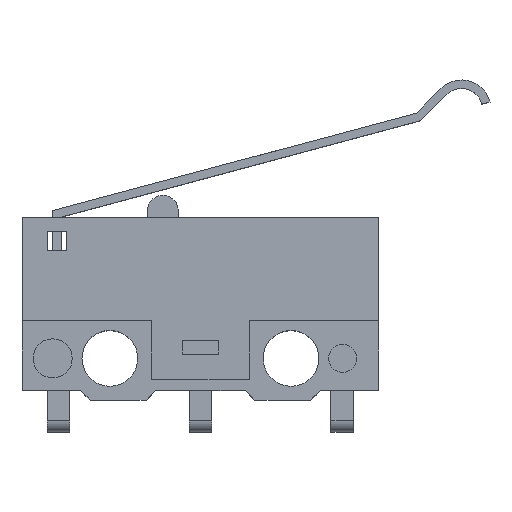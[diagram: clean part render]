
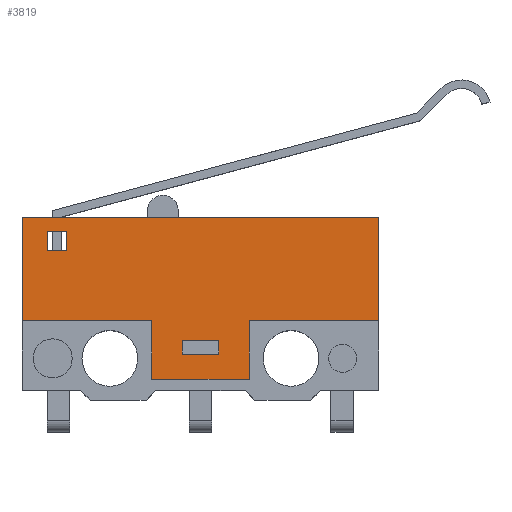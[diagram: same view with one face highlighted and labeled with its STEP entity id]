
A CAD part, top view. The second image highlights one B-rep face of the part: STEP entity #3819.
In plain terms, the highlighted planar face has unit normal (0, 0, 1).
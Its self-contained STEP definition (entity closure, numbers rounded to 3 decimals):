
#3639 = VERTEX_POINT('',#3640);
#3640 = CARTESIAN_POINT('',(6.83,3.784,5.791));
#3646 = EDGE_CURVE('',#3639,#3647,#3649,.T.);
#3647 = VERTEX_POINT('',#3648);
#3648 = CARTESIAN_POINT('',(11.48,3.784,5.791));
#3649 = LINE('',#3650,#3651);
#3650 = CARTESIAN_POINT('',(6.83,3.784,5.791));
#3651 = VECTOR('',#3652,1.);
#3652 = DIRECTION('',(1.,0.,0.));
#3800 = EDGE_CURVE('',#3647,#3801,#3803,.T.);
#3801 = VERTEX_POINT('',#3802);
#3802 = CARTESIAN_POINT('',(11.48,7.484,5.791));
#3803 = LINE('',#3804,#3805);
#3804 = CARTESIAN_POINT('',(11.48,3.784,5.791));
#3805 = VECTOR('',#3806,1.);
#3806 = DIRECTION('',(0.,1.,0.));
#3819 = ADVANCED_FACE('',(#3820,#3870,#3904),#3938,.F.);
#3820 = FACE_BOUND('',#3821,.F.);
#3821 = EDGE_LOOP('',(#3822,#3823,#3831,#3839,#3847,#3855,#3863,#3869));
#3822 = ORIENTED_EDGE('',*,*,#3646,.F.);
#3823 = ORIENTED_EDGE('',*,*,#3824,.T.);
#3824 = EDGE_CURVE('',#3639,#3825,#3827,.T.);
#3825 = VERTEX_POINT('',#3826);
#3826 = CARTESIAN_POINT('',(6.83,1.684,5.791));
#3827 = LINE('',#3828,#3829);
#3828 = CARTESIAN_POINT('',(6.83,3.784,5.791));
#3829 = VECTOR('',#3830,1.);
#3830 = DIRECTION('',(0.,-1.,0.));
#3831 = ORIENTED_EDGE('',*,*,#3832,.F.);
#3832 = EDGE_CURVE('',#3833,#3825,#3835,.T.);
#3833 = VERTEX_POINT('',#3834);
#3834 = CARTESIAN_POINT('',(3.33,1.684,5.791
    ));
#3835 = LINE('',#3836,#3837);
#3836 = CARTESIAN_POINT('',(3.33,1.684,5.791
    ));
#3837 = VECTOR('',#3838,1.);
#3838 = DIRECTION('',(1.,0.,0.));
#3839 = ORIENTED_EDGE('',*,*,#3840,.F.);
#3840 = EDGE_CURVE('',#3841,#3833,#3843,.T.);
#3841 = VERTEX_POINT('',#3842);
#3842 = CARTESIAN_POINT('',(3.33,3.784,5.791
    ));
#3843 = LINE('',#3844,#3845);
#3844 = CARTESIAN_POINT('',(3.33,3.784,5.791
    ));
#3845 = VECTOR('',#3846,1.);
#3846 = DIRECTION('',(0.,-1.,0.));
#3847 = ORIENTED_EDGE('',*,*,#3848,.F.);
#3848 = EDGE_CURVE('',#3849,#3841,#3851,.T.);
#3849 = VERTEX_POINT('',#3850);
#3850 = CARTESIAN_POINT('',(-1.32,3.784,5.791));
#3851 = LINE('',#3852,#3853);
#3852 = CARTESIAN_POINT('',(-1.32,3.784,5.791));
#3853 = VECTOR('',#3854,1.);
#3854 = DIRECTION('',(1.,0.,0.));
#3855 = ORIENTED_EDGE('',*,*,#3856,.F.);
#3856 = EDGE_CURVE('',#3857,#3849,#3859,.T.);
#3857 = VERTEX_POINT('',#3858);
#3858 = CARTESIAN_POINT('',(-1.32,7.484,5.791));
#3859 = LINE('',#3860,#3861);
#3860 = CARTESIAN_POINT('',(-1.32,7.484,5.791));
#3861 = VECTOR('',#3862,1.);
#3862 = DIRECTION('',(0.,-1.,0.));
#3863 = ORIENTED_EDGE('',*,*,#3864,.F.);
#3864 = EDGE_CURVE('',#3801,#3857,#3865,.T.);
#3865 = LINE('',#3866,#3867);
#3866 = CARTESIAN_POINT('',(11.48,7.484,5.791));
#3867 = VECTOR('',#3868,1.);
#3868 = DIRECTION('',(-1.,0.,0.));
#3869 = ORIENTED_EDGE('',*,*,#3800,.F.);
#3870 = FACE_BOUND('',#3871,.F.);
#3871 = EDGE_LOOP('',(#3872,#3882,#3890,#3898));
#3872 = ORIENTED_EDGE('',*,*,#3873,.T.);
#3873 = EDGE_CURVE('',#3874,#3876,#3878,.T.);
#3874 = VERTEX_POINT('',#3875);
#3875 = CARTESIAN_POINT('',(0.28,6.984,5.791));
#3876 = VERTEX_POINT('',#3877);
#3877 = CARTESIAN_POINT('',(-0.42,6.984,5.791));
#3878 = LINE('',#3879,#3880);
#3879 = CARTESIAN_POINT('',(0.28,6.984,5.791));
#3880 = VECTOR('',#3881,1.);
#3881 = DIRECTION('',(-1.,-0.,0.));
#3882 = ORIENTED_EDGE('',*,*,#3883,.T.);
#3883 = EDGE_CURVE('',#3876,#3884,#3886,.T.);
#3884 = VERTEX_POINT('',#3885);
#3885 = CARTESIAN_POINT('',(-0.42,6.284,5.791));
#3886 = LINE('',#3887,#3888);
#3887 = CARTESIAN_POINT('',(-0.42,6.984,5.791));
#3888 = VECTOR('',#3889,1.);
#3889 = DIRECTION('',(0.,-1.,0.));
#3890 = ORIENTED_EDGE('',*,*,#3891,.T.);
#3891 = EDGE_CURVE('',#3884,#3892,#3894,.T.);
#3892 = VERTEX_POINT('',#3893);
#3893 = CARTESIAN_POINT('',(0.28,6.284,5.791));
#3894 = LINE('',#3895,#3896);
#3895 = CARTESIAN_POINT('',(-0.42,6.284,5.791));
#3896 = VECTOR('',#3897,1.);
#3897 = DIRECTION('',(1.,0.,0.));
#3898 = ORIENTED_EDGE('',*,*,#3899,.T.);
#3899 = EDGE_CURVE('',#3892,#3874,#3900,.T.);
#3900 = LINE('',#3901,#3902);
#3901 = CARTESIAN_POINT('',(0.28,6.284,5.791));
#3902 = VECTOR('',#3903,1.);
#3903 = DIRECTION('',(0.,1.,0.));
#3904 = FACE_BOUND('',#3905,.F.);
#3905 = EDGE_LOOP('',(#3906,#3916,#3924,#3932));
#3906 = ORIENTED_EDGE('',*,*,#3907,.F.);
#3907 = EDGE_CURVE('',#3908,#3910,#3912,.T.);
#3908 = VERTEX_POINT('',#3909);
#3909 = CARTESIAN_POINT('',(5.73,2.584,5.791)
  );
#3910 = VERTEX_POINT('',#3911);
#3911 = CARTESIAN_POINT('',(4.43,2.584,5.791)
  );
#3912 = LINE('',#3913,#3914);
#3913 = CARTESIAN_POINT('',(5.73,2.584,5.791)
  );
#3914 = VECTOR('',#3915,1.);
#3915 = DIRECTION('',(-1.,0.,0.));
#3916 = ORIENTED_EDGE('',*,*,#3917,.F.);
#3917 = EDGE_CURVE('',#3918,#3908,#3920,.T.);
#3918 = VERTEX_POINT('',#3919);
#3919 = CARTESIAN_POINT('',(5.73,3.084,5.791
    ));
#3920 = LINE('',#3921,#3922);
#3921 = CARTESIAN_POINT('',(5.73,3.084,5.791
    ));
#3922 = VECTOR('',#3923,1.);
#3923 = DIRECTION('',(0.,-1.,0.));
#3924 = ORIENTED_EDGE('',*,*,#3925,.F.);
#3925 = EDGE_CURVE('',#3926,#3918,#3928,.T.);
#3926 = VERTEX_POINT('',#3927);
#3927 = CARTESIAN_POINT('',(4.43,3.084,5.791
    ));
#3928 = LINE('',#3929,#3930);
#3929 = CARTESIAN_POINT('',(4.43,3.084,5.791
    ));
#3930 = VECTOR('',#3931,1.);
#3931 = DIRECTION('',(1.,0.,0.));
#3932 = ORIENTED_EDGE('',*,*,#3933,.F.);
#3933 = EDGE_CURVE('',#3910,#3926,#3934,.T.);
#3934 = LINE('',#3935,#3936);
#3935 = CARTESIAN_POINT('',(4.43,2.584,5.791)
  );
#3936 = VECTOR('',#3937,1.);
#3937 = DIRECTION('',(0.,1.,0.));
#3938 = PLANE('',#3939);
#3939 = AXIS2_PLACEMENT_3D('',#3940,#3941,#3942);
#3940 = CARTESIAN_POINT('',(5.08,4.908,5.791
    ));
#3941 = DIRECTION('',(0.,0.,-1.));
#3942 = DIRECTION('',(0.,1.,0.));
